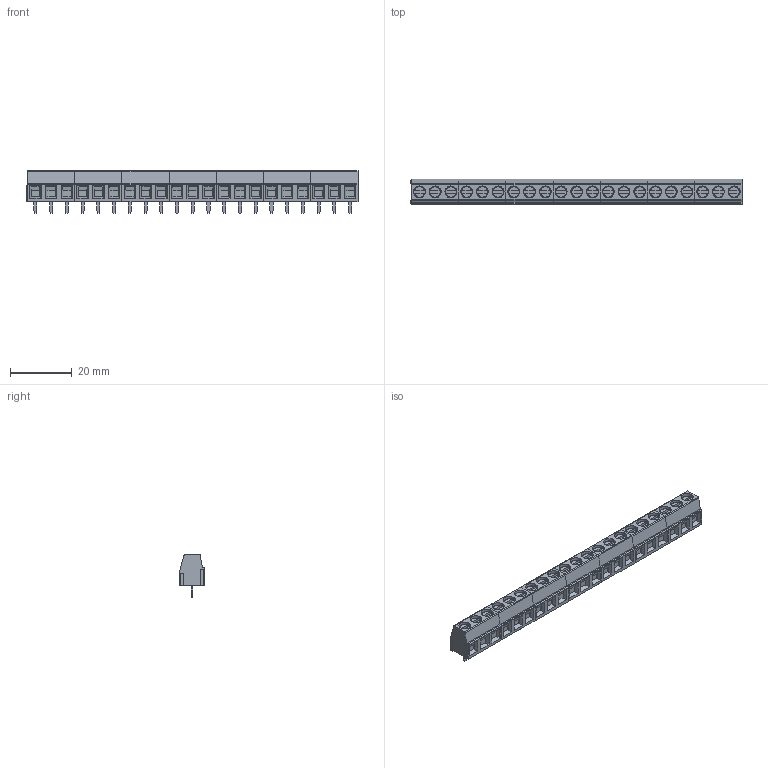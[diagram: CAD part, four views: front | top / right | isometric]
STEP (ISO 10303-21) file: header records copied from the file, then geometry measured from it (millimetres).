
FILE_DESCRIPTION(('FreeCAD Model'),'2;1');
FILE_NAME('Open CASCADE Shape Model','2024-11-08T13:47:43',(''),(''), 'Open CASCADE STEP processor 7.6','FreeCAD','Unknown');
FILE_SCHEMA(('AUTOMOTIVE_DESIGN { 1 0 10303 214 1 1 1 1 }'));
Length unit declared in the file: millimetre
Products named in the file (1): CUI_DEVICES_TB006-508-21BE
Bounding box: 107.18 x 8.2 x 13.8 mm (x, y, z)
Volume: 7241.7 mm3; surface area: 5446.6 mm2
Topology: 1 solids, 22 shells, 1129 faces, 2679 edges, 1678 vertices
Faces by surface type: plane 751, bspline 168, cylinder 126, cone 84
Entity records: 50086 total; most frequent: CARTESIAN_POINT 17198, ORIENTED_EDGE 5358, DIRECTION 4774, EDGE_CURVE 2679, LINE 1794, VECTOR 1794, VERTEX_POINT 1678, AXIS2_PLACEMENT_3D 1490
